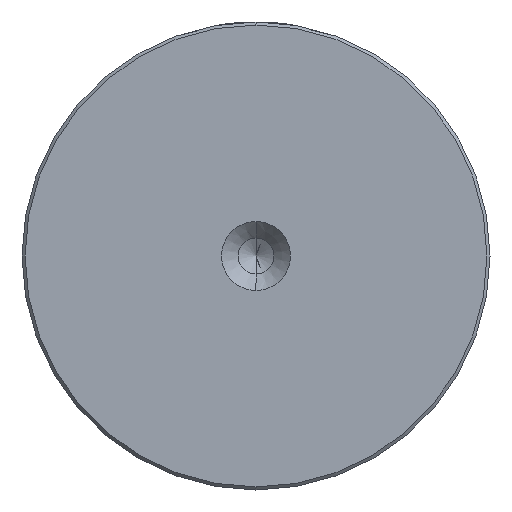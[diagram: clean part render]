
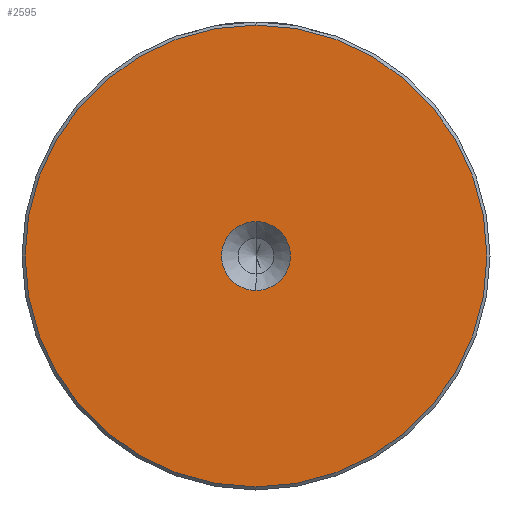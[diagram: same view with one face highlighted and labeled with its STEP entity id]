
A CAD part, left-side view. The second image highlights one B-rep face of the part: STEP entity #2595.
In plain terms, the highlighted planar face has unit normal (-1, 0, 0).
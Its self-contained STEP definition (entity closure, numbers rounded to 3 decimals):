
#23 = CARTESIAN_POINT ( 'NONE',  ( 0., 0., 37.5 ) ) ;
#44 = AXIS2_PLACEMENT_3D ( 'NONE', #1579, #1410, #1399 ) ;
#81 = FACE_BOUND ( 'NONE', #827, .T. ) ;
#130 = AXIS2_PLACEMENT_3D ( 'NONE', #1848, #602, #2059 ) ;
#137 = CARTESIAN_POINT ( 'NONE',  ( 0., 0., 5.6 ) ) ;
#274 = CIRCLE ( 'NONE', #1994, 5.6 ) ;
#452 = CIRCLE ( 'NONE', #44, 37.5 ) ;
#498 = VERTEX_POINT ( 'NONE', #2635 ) ;
#602 = DIRECTION ( 'NONE',  ( -1., 0., 0. ) ) ;
#605 = DIRECTION ( 'NONE',  ( 0., 0., 1. ) ) ;
#636 = AXIS2_PLACEMENT_3D ( 'NONE', #1638, #2260, #605 ) ;
#691 = DIRECTION ( 'NONE',  ( -1., 0., 0. ) ) ;
#748 = CARTESIAN_POINT ( 'NONE',  ( 0., 0., 0. ) ) ;
#767 = EDGE_CURVE ( 'NONE', #498, #2233, #452, .T. ) ;
#816 = ORIENTED_EDGE ( 'NONE', *, *, #767, .T. ) ;
#827 = EDGE_LOOP ( 'NONE', ( #1725, #847 ) ) ;
#847 = ORIENTED_EDGE ( 'NONE', *, *, #2066, .F. ) ;
#960 = DIRECTION ( 'NONE',  ( 0., 0., 1. ) ) ;
#964 = EDGE_LOOP ( 'NONE', ( #816, #1207 ) ) ;
#1000 = VERTEX_POINT ( 'NONE', #1054 ) ;
#1054 = CARTESIAN_POINT ( 'NONE',  ( 0., 0., -5.6 ) ) ;
#1207 = ORIENTED_EDGE ( 'NONE', *, *, #2154, .T. ) ;
#1379 = AXIS2_PLACEMENT_3D ( 'NONE', #1939, #691, #2150 ) ;
#1399 = DIRECTION ( 'NONE',  ( 0., 0., 1. ) ) ;
#1410 = DIRECTION ( 'NONE',  ( -1., 0., 0. ) ) ;
#1579 = CARTESIAN_POINT ( 'NONE',  ( 0., 0., 0. ) ) ;
#1638 = CARTESIAN_POINT ( 'NONE',  ( 0., 0., 0. ) ) ;
#1658 = CIRCLE ( 'NONE', #130, 37.5 ) ;
#1677 = FACE_OUTER_BOUND ( 'NONE', #964, .T. ) ;
#1725 = ORIENTED_EDGE ( 'NONE', *, *, #2292, .F. ) ;
#1848 = CARTESIAN_POINT ( 'NONE',  ( 0., 0., 0. ) ) ;
#1939 = CARTESIAN_POINT ( 'NONE',  ( 0., 0., 0. ) ) ;
#1994 = AXIS2_PLACEMENT_3D ( 'NONE', #748, #2204, #960 ) ;
#2059 = DIRECTION ( 'NONE',  ( 0., 0., 1. ) ) ;
#2066 = EDGE_CURVE ( 'NONE', #1000, #2429, #274, .T. ) ;
#2150 = DIRECTION ( 'NONE',  ( 0., 0., 1. ) ) ;
#2154 = EDGE_CURVE ( 'NONE', #2233, #498, #1658, .T. ) ;
#2204 = DIRECTION ( 'NONE',  ( -1., 0., 0. ) ) ;
#2233 = VERTEX_POINT ( 'NONE', #23 ) ;
#2260 = DIRECTION ( 'NONE',  ( -1., 0., 0. ) ) ;
#2292 = EDGE_CURVE ( 'NONE', #2429, #1000, #2371, .T. ) ;
#2371 = CIRCLE ( 'NONE', #1379, 5.6 ) ;
#2429 = VERTEX_POINT ( 'NONE', #137 ) ;
#2595 = ADVANCED_FACE ( 'NONE', ( #1677, #81 ), #2656, .T. ) ;
#2635 = CARTESIAN_POINT ( 'NONE',  ( 0., 0., -37.5 ) ) ;
#2656 = PLANE ( 'NONE',  #636 ) ;
